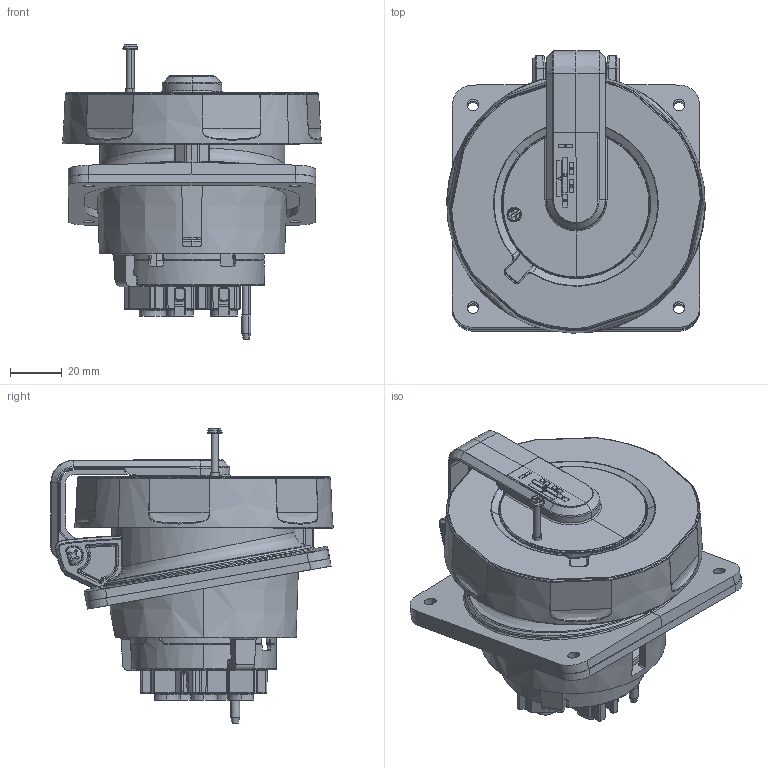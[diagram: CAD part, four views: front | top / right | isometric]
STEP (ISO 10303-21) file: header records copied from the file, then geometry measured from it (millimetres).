
FILE_DESCRIPTION (( 'STEP AP214' ), '1' );
FILE_NAME ('ORB4222-M02.STEP', '2019-03-04T20:13:41', ( '' ), ( '' ), 'SwSTEP 2.0', 'SolidWorks 2017', '' );
FILE_SCHEMA (( 'AUTOMOTIVE_DESIGN' ));
Length unit declared in the file: inch
Products named in the file (1): ORB4222-M02
Bounding box: 99.52 x 108.69 x 113.57 mm (x, y, z)
Surface area: 90057.7 mm2 (no closed solid volume)
Topology: 0 solids, 49 shells, 1418 faces, 4742 edges, 3247 vertices
Faces by surface type: bspline 389, cylinder 377, plane 354, cone 160, torus 122, sphere 16
Entity records: 88925 total; most frequent: CARTESIAN_POINT 34644, ORIENTED_EDGE 7560, DIRECTION 6538, EDGE_CURVE 4738, VERTEX_POINT 3247, AXIS2_PLACEMENT_3D 2406, LINE 1726, VECTOR 1726
